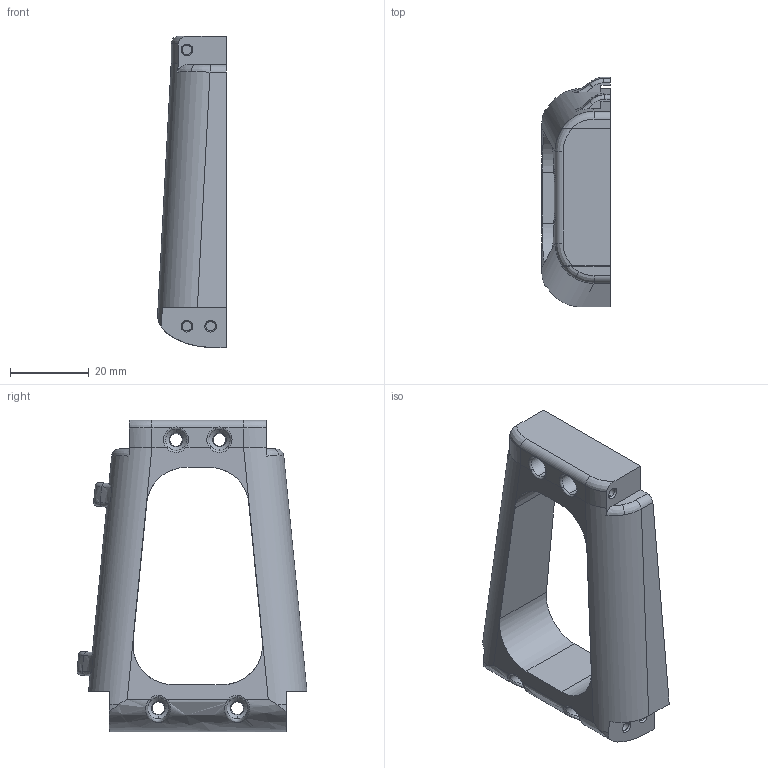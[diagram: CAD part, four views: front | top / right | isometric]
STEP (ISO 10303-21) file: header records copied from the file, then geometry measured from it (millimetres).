
FILE_DESCRIPTION (( 'STEP AP214' ), '1' );
FILE_NAME ('SAM_shoulder_down.STEP', '2025-02-05T03:43:00', ( '' ), ( '' ), 'SwSTEP 2.0', 'SolidWorks 2023', '' );
FILE_SCHEMA (( 'AUTOMOTIVE_DESIGN' ));
Length unit declared in the file: millimetre
Products named in the file (1): SAM_shoulder_down
Bounding box: 17.44 x 58.26 x 79 mm (x, y, z)
Volume: 29745.8 mm3; surface area: 11291.3 mm2
Topology: 1 solids, 1 shells, 144 faces, 362 edges, 222 vertices
Faces by surface type: cylinder 41, bspline 40, plane 39, cone 20, torus 4
Entity records: 6610 total; most frequent: CARTESIAN_POINT 3529, ORIENTED_EDGE 724, DIRECTION 533, EDGE_CURVE 362, VERTEX_POINT 222, AXIS2_PLACEMENT_3D 196, EDGE_LOOP 156, FACE_OUTER_BOUND 144
